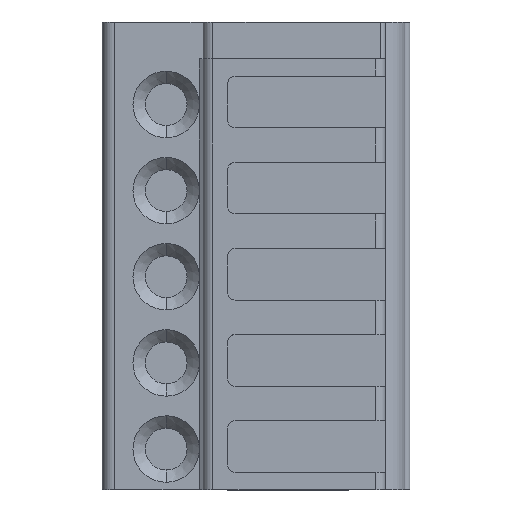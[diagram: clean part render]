
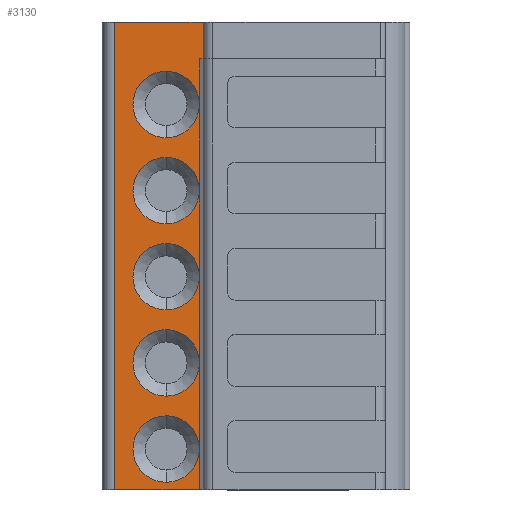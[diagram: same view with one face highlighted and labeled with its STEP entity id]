
A CAD part, top view. The second image highlights one B-rep face of the part: STEP entity #3130.
In plain terms, the highlighted planar face has unit normal (0, 0, 1).
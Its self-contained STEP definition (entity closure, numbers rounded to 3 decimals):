
#1=DIRECTION('',(1.,0.,0.));
#2=VECTOR('',#1,0.15);
#3=CARTESIAN_POINT('',(-2.3,0.,3.3));
#4=LINE('',#3,#2);
#37=DIRECTION('',(0.,1.,0.));
#38=VECTOR('',#37,19.);
#39=CARTESIAN_POINT('',(-5.75,-17.5,3.3));
#40=LINE('',#39,#38);
#41=DIRECTION('',(0.,1.,0.));
#42=VECTOR('',#41,1.838);
#43=CARTESIAN_POINT('',(-2.3,-1.838,3.3));
#44=LINE('',#43,#42);
#45=CARTESIAN_POINT('',(-3.65,-1.85,3.3));
#46=DIRECTION('',(0.,0.,-1.));
#47=DIRECTION('',(0.,1.,0.));
#48=AXIS2_PLACEMENT_3D('',#45,#46,#47);
#50=CARTESIAN_POINT('',(-3.65,-1.85,3.3));
#51=DIRECTION('',(0.,0.,-1.));
#52=DIRECTION('',(0.,-1.,0.));
#53=AXIS2_PLACEMENT_3D('',#50,#51,#52);
#55=CARTESIAN_POINT('',(-3.65,-1.85,3.3));
#56=DIRECTION('',(0.,0.,-1.));
#57=DIRECTION('',(1.,-0.009,0.));
#58=AXIS2_PLACEMENT_3D('',#55,#56,#57);
#60=DIRECTION('',(0.,1.,0.));
#61=VECTOR('',#60,3.475);
#62=CARTESIAN_POINT('',(-2.3,-5.338,3.3));
#63=LINE('',#62,#61);
#64=CARTESIAN_POINT('',(-3.65,-5.35,3.3));
#65=DIRECTION('',(0.,0.,-1.));
#66=DIRECTION('',(0.,1.,0.));
#67=AXIS2_PLACEMENT_3D('',#64,#65,#66);
#69=CARTESIAN_POINT('',(-3.65,-5.35,3.3));
#70=DIRECTION('',(0.,0.,-1.));
#71=DIRECTION('',(0.,-1.,0.));
#72=AXIS2_PLACEMENT_3D('',#69,#70,#71);
#74=CARTESIAN_POINT('',(-3.65,-5.35,3.3));
#75=DIRECTION('',(0.,0.,-1.));
#76=DIRECTION('',(1.,-0.009,0.));
#77=AXIS2_PLACEMENT_3D('',#74,#75,#76);
#79=DIRECTION('',(0.,1.,0.));
#80=VECTOR('',#79,3.475);
#81=CARTESIAN_POINT('',(-2.3,-8.838,3.3));
#82=LINE('',#81,#80);
#83=CARTESIAN_POINT('',(-3.65,-8.85,3.3));
#84=DIRECTION('',(0.,0.,-1.));
#85=DIRECTION('',(0.,1.,0.));
#86=AXIS2_PLACEMENT_3D('',#83,#84,#85);
#88=CARTESIAN_POINT('',(-3.65,-8.85,3.3));
#89=DIRECTION('',(0.,0.,-1.));
#90=DIRECTION('',(0.,-1.,0.));
#91=AXIS2_PLACEMENT_3D('',#88,#89,#90);
#93=CARTESIAN_POINT('',(-3.65,-8.85,3.3));
#94=DIRECTION('',(0.,0.,-1.));
#95=DIRECTION('',(1.,-0.009,0.));
#96=AXIS2_PLACEMENT_3D('',#93,#94,#95);
#98=DIRECTION('',(0.,1.,0.));
#99=VECTOR('',#98,3.475);
#100=CARTESIAN_POINT('',(-2.3,-12.338,3.3));
#101=LINE('',#100,#99);
#102=CARTESIAN_POINT('',(-3.65,-12.35,3.3));
#103=DIRECTION('',(0.,0.,-1.));
#104=DIRECTION('',(0.,1.,0.));
#105=AXIS2_PLACEMENT_3D('',#102,#103,#104);
#107=CARTESIAN_POINT('',(-3.65,-12.35,3.3));
#108=DIRECTION('',(0.,0.,-1.));
#109=DIRECTION('',(0.,-1.,0.));
#110=AXIS2_PLACEMENT_3D('',#107,#108,#109);
#112=CARTESIAN_POINT('',(-3.65,-12.35,3.3));
#113=DIRECTION('',(0.,0.,-1.));
#114=DIRECTION('',(1.,-0.009,0.));
#115=AXIS2_PLACEMENT_3D('',#112,#113,#114);
#117=DIRECTION('',(0.,1.,0.));
#118=VECTOR('',#117,3.475);
#119=CARTESIAN_POINT('',(-2.3,-15.838,3.3));
#120=LINE('',#119,#118);
#121=CARTESIAN_POINT('',(-3.65,-15.85,3.3));
#122=DIRECTION('',(0.,0.,-1.));
#123=DIRECTION('',(0.,1.,0.));
#124=AXIS2_PLACEMENT_3D('',#121,#122,#123);
#126=CARTESIAN_POINT('',(-3.65,-15.85,3.3));
#127=DIRECTION('',(0.,0.,-1.));
#128=DIRECTION('',(0.,-1.,0.));
#129=AXIS2_PLACEMENT_3D('',#126,#127,#128);
#131=CARTESIAN_POINT('',(-3.65,-15.85,3.3));
#132=DIRECTION('',(0.,0.,-1.));
#133=DIRECTION('',(1.,-0.009,0.));
#134=AXIS2_PLACEMENT_3D('',#131,#132,#133);
#136=DIRECTION('',(0.,1.,0.));
#137=VECTOR('',#136,1.638);
#138=CARTESIAN_POINT('',(-2.3,-17.5,3.3));
#139=LINE('',#138,#137);
#1190=DIRECTION('',(0.,1.,0.));
#1191=VECTOR('',#1190,1.5);
#1192=CARTESIAN_POINT('',(-2.15,0.,3.3));
#1193=LINE('',#1192,#1191);
#1210=DIRECTION('',(1.,0.,0.));
#1211=VECTOR('',#1210,3.45);
#1212=CARTESIAN_POINT('',(-5.75,-17.5,3.3));
#1213=LINE('',#1212,#1211);
#1851=DIRECTION('',(1.,0.,0.));
#1852=VECTOR('',#1851,3.6);
#1853=CARTESIAN_POINT('',(-5.75,1.5,3.3));
#1854=LINE('',#1853,#1852);
#2057=CARTESIAN_POINT('',(-2.3,-1.838,3.3));
#2399=CARTESIAN_POINT('',(-5.75,-17.5,3.3));
#2400=VERTEX_POINT('',#2399);
#2871=CARTESIAN_POINT('',(-3.65,-3.2,3.3));
#2872=CARTESIAN_POINT('',(-3.65,-0.5,3.3));
#2873=VERTEX_POINT('',#2871);
#2874=VERTEX_POINT('',#2872);
#2879=CARTESIAN_POINT('',(-3.65,-6.7,3.3));
#2880=CARTESIAN_POINT('',(-3.65,-4.,3.3));
#2881=VERTEX_POINT('',#2879);
#2882=VERTEX_POINT('',#2880);
#2887=CARTESIAN_POINT('',(-3.65,-10.2,3.3));
#2888=CARTESIAN_POINT('',(-3.65,-7.5,3.3));
#2889=VERTEX_POINT('',#2887);
#2890=VERTEX_POINT('',#2888);
#2895=CARTESIAN_POINT('',(-3.65,-13.7,3.3));
#2896=CARTESIAN_POINT('',(-3.65,-11.,3.3));
#2897=VERTEX_POINT('',#2895);
#2898=VERTEX_POINT('',#2896);
#2903=CARTESIAN_POINT('',(-3.65,-17.2,3.3));
#2904=CARTESIAN_POINT('',(-3.65,-14.5,3.3));
#2905=VERTEX_POINT('',#2903);
#2906=VERTEX_POINT('',#2904);
#2907=CARTESIAN_POINT('',(-2.3,-17.5,3.3));
#2908=CARTESIAN_POINT('',(-2.3,-15.862,3.3));
#2909=VERTEX_POINT('',#2907);
#2910=VERTEX_POINT('',#2908);
#2911=CARTESIAN_POINT('',(-2.3,-15.838,3.3));
#2912=CARTESIAN_POINT('',(-2.3,-12.362,3.3));
#2913=VERTEX_POINT('',#2911);
#2914=VERTEX_POINT('',#2912);
#2915=CARTESIAN_POINT('',(-2.3,-12.338,3.3));
#2916=CARTESIAN_POINT('',(-2.3,-8.862,3.3));
#2917=VERTEX_POINT('',#2915);
#2918=VERTEX_POINT('',#2916);
#2919=CARTESIAN_POINT('',(-2.3,-8.838,3.3));
#2920=CARTESIAN_POINT('',(-2.3,-5.362,3.3));
#2921=VERTEX_POINT('',#2919);
#2922=VERTEX_POINT('',#2920);
#2923=CARTESIAN_POINT('',(-2.3,-5.338,3.3));
#2924=CARTESIAN_POINT('',(-2.3,-1.862,3.3));
#2925=VERTEX_POINT('',#2923);
#2926=VERTEX_POINT('',#2924);
#2927=VERTEX_POINT('',#2057);
#2976=CARTESIAN_POINT('',(-5.75,1.5,3.3));
#2977=VERTEX_POINT('',#2976);
#2978=CARTESIAN_POINT('',(-2.15,1.5,3.3));
#2979=VERTEX_POINT('',#2978);
#3012=CARTESIAN_POINT('',(-2.3,0.,3.3));
#3013=CARTESIAN_POINT('',(-2.15,0.,3.3));
#3014=VERTEX_POINT('',#3012);
#3015=VERTEX_POINT('',#3013);
#3072=CARTESIAN_POINT('',(-5.75,0.,3.3));
#3073=DIRECTION('',(0.,0.,1.));
#3074=DIRECTION('',(1.,0.,0.));
#3075=AXIS2_PLACEMENT_3D('',#3072,#3073,#3074);
#3076=PLANE('',#3075);
#3078=ORIENTED_EDGE('',*,*,#3077,.T.);
#3080=ORIENTED_EDGE('',*,*,#3079,.T.);
#3082=ORIENTED_EDGE('',*,*,#3081,.F.);
#3083=ORIENTED_EDGE('',*,*,#3039,.F.);
#3085=ORIENTED_EDGE('',*,*,#3084,.F.);
#3087=ORIENTED_EDGE('',*,*,#3086,.F.);
#3089=ORIENTED_EDGE('',*,*,#3088,.F.);
#3091=ORIENTED_EDGE('',*,*,#3090,.F.);
#3093=ORIENTED_EDGE('',*,*,#3092,.F.);
#3095=ORIENTED_EDGE('',*,*,#3094,.F.);
#3097=ORIENTED_EDGE('',*,*,#3096,.F.);
#3099=ORIENTED_EDGE('',*,*,#3098,.F.);
#3101=ORIENTED_EDGE('',*,*,#3100,.F.);
#3103=ORIENTED_EDGE('',*,*,#3102,.F.);
#3105=ORIENTED_EDGE('',*,*,#3104,.F.);
#3107=ORIENTED_EDGE('',*,*,#3106,.F.);
#3109=ORIENTED_EDGE('',*,*,#3108,.F.);
#3111=ORIENTED_EDGE('',*,*,#3110,.F.);
#3113=ORIENTED_EDGE('',*,*,#3112,.F.);
#3115=ORIENTED_EDGE('',*,*,#3114,.F.);
#3117=ORIENTED_EDGE('',*,*,#3116,.F.);
#3119=ORIENTED_EDGE('',*,*,#3118,.F.);
#3121=ORIENTED_EDGE('',*,*,#3120,.F.);
#3123=ORIENTED_EDGE('',*,*,#3122,.F.);
#3125=ORIENTED_EDGE('',*,*,#3124,.F.);
#3127=ORIENTED_EDGE('',*,*,#3126,.F.);
#3128=EDGE_LOOP('',(#3078,#3080,#3082,#3083,#3085,#3087,#3089,#3091,#3093,#3095,
#3097,#3099,#3101,#3103,#3105,#3107,#3109,#3111,#3113,#3115,#3117,#3119,#3121,
#3123,#3125,#3127));
#3129=FACE_OUTER_BOUND('',#3128,.F.);
#3130=ADVANCED_FACE('',(#3129),#3076,.T.);
#49=CIRCLE('',#48,1.35);
#54=CIRCLE('',#53,1.35);
#59=CIRCLE('',#58,1.35);
#68=CIRCLE('',#67,1.35);
#73=CIRCLE('',#72,1.35);
#78=CIRCLE('',#77,1.35);
#87=CIRCLE('',#86,1.35);
#92=CIRCLE('',#91,1.35);
#97=CIRCLE('',#96,1.35);
#106=CIRCLE('',#105,1.35);
#111=CIRCLE('',#110,1.35);
#116=CIRCLE('',#115,1.35);
#125=CIRCLE('',#124,1.35);
#130=CIRCLE('',#129,1.35);
#135=CIRCLE('',#134,1.35);
#3039=EDGE_CURVE('',#3014,#3015,#4,.T.);
#3077=EDGE_CURVE('',#2400,#2977,#40,.T.);
#3079=EDGE_CURVE('',#2977,#2979,#1854,.T.);
#3081=EDGE_CURVE('',#3015,#2979,#1193,.T.);
#3084=EDGE_CURVE('',#2927,#3014,#44,.T.);
#3086=EDGE_CURVE('',#2874,#2927,#49,.T.);
#3088=EDGE_CURVE('',#2873,#2874,#54,.T.);
#3090=EDGE_CURVE('',#2926,#2873,#59,.T.);
#3092=EDGE_CURVE('',#2925,#2926,#63,.T.);
#3094=EDGE_CURVE('',#2882,#2925,#68,.T.);
#3096=EDGE_CURVE('',#2881,#2882,#73,.T.);
#3098=EDGE_CURVE('',#2922,#2881,#78,.T.);
#3100=EDGE_CURVE('',#2921,#2922,#82,.T.);
#3102=EDGE_CURVE('',#2890,#2921,#87,.T.);
#3104=EDGE_CURVE('',#2889,#2890,#92,.T.);
#3106=EDGE_CURVE('',#2918,#2889,#97,.T.);
#3108=EDGE_CURVE('',#2917,#2918,#101,.T.);
#3110=EDGE_CURVE('',#2898,#2917,#106,.T.);
#3112=EDGE_CURVE('',#2897,#2898,#111,.T.);
#3114=EDGE_CURVE('',#2914,#2897,#116,.T.);
#3116=EDGE_CURVE('',#2913,#2914,#120,.T.);
#3118=EDGE_CURVE('',#2906,#2913,#125,.T.);
#3120=EDGE_CURVE('',#2905,#2906,#130,.T.);
#3122=EDGE_CURVE('',#2910,#2905,#135,.T.);
#3124=EDGE_CURVE('',#2909,#2910,#139,.T.);
#3126=EDGE_CURVE('',#2400,#2909,#1213,.T.);
